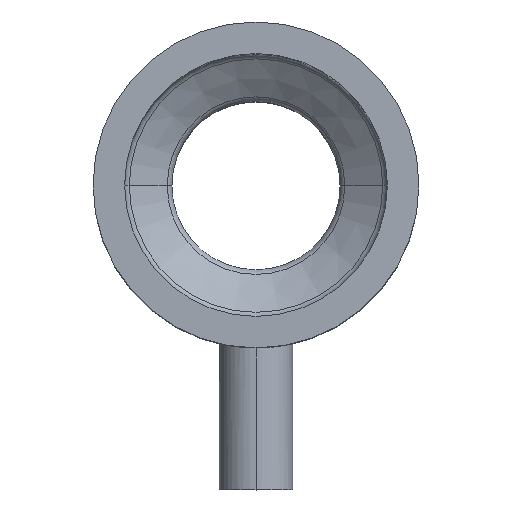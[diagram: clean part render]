
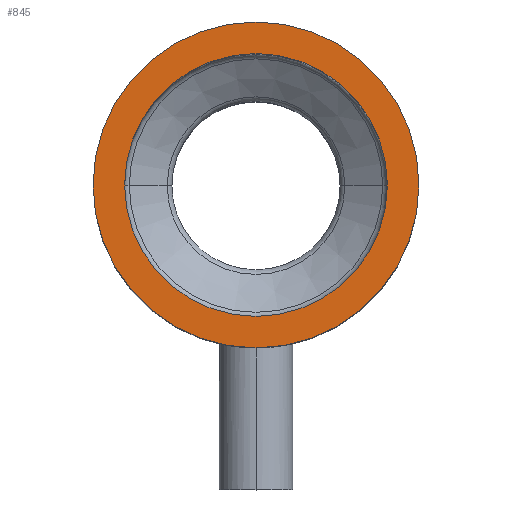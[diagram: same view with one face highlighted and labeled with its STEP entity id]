
A CAD part, top view. The second image highlights one B-rep face of the part: STEP entity #845.
In plain terms, the highlighted planar face has unit normal (0, 0, 1).
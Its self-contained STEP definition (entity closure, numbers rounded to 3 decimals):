
#24 = AXIS2_PLACEMENT_3D ( 'NONE', #491, #846, #799 ) ;
#27 = EDGE_CURVE ( 'NONE', #621, #59, #875, .T. ) ;
#38 = DIRECTION ( 'NONE',  ( 1., 0., 0. ) ) ;
#59 = VERTEX_POINT ( 'NONE', #307 ) ;
#124 = FACE_OUTER_BOUND ( 'NONE', #749, .T. ) ;
#202 = VERTEX_POINT ( 'NONE', #423 ) ;
#307 = CARTESIAN_POINT ( 'NONE',  ( 25., 0., 70. ) ) ;
#309 = CIRCLE ( 'NONE', #652, 25. ) ;
#341 = CARTESIAN_POINT ( 'NONE',  ( 0., 0., 70. ) ) ;
#391 = DIRECTION ( 'NONE',  ( -1., 0., 0. ) ) ;
#423 = CARTESIAN_POINT ( 'NONE',  ( -31., 0., 70. ) ) ;
#443 = CIRCLE ( 'NONE', #24, 31. ) ;
#491 = CARTESIAN_POINT ( 'NONE',  ( 0., 0., 70. ) ) ;
#500 = DIRECTION ( 'NONE',  ( -1., 0., 0. ) ) ;
#509 = FACE_BOUND ( 'NONE', #955, .T. ) ;
#522 = CARTESIAN_POINT ( 'NONE',  ( 0., 0., 70. ) ) ;
#595 = ORIENTED_EDGE ( 'NONE', *, *, #1158, .F. ) ;
#596 = DIRECTION ( 'NONE',  ( 0., 0., -1. ) ) ;
#621 = VERTEX_POINT ( 'NONE', #842 ) ;
#652 = AXIS2_PLACEMENT_3D ( 'NONE', #522, #596, #500 ) ;
#680 = CARTESIAN_POINT ( 'NONE',  ( 0., 0., 70. ) ) ;
#693 = PLANE ( 'NONE',  #1177 ) ;
#749 = EDGE_LOOP ( 'NONE', ( #1237, #595 ) ) ;
#799 = DIRECTION ( 'NONE',  ( -1., 0., 0. ) ) ;
#842 = CARTESIAN_POINT ( 'NONE',  ( -25., 0., 70. ) ) ;
#845 = ADVANCED_FACE ( 'NONE', ( #509, #124 ), #693, .T. ) ;
#846 = DIRECTION ( 'NONE',  ( 0., 0., -1. ) ) ;
#851 = CIRCLE ( 'NONE', #1131, 31. ) ;
#870 = EDGE_CURVE ( 'NONE', #59, #621, #309, .T. ) ;
#875 = CIRCLE ( 'NONE', #1194, 25. ) ;
#905 = ORIENTED_EDGE ( 'NONE', *, *, #870, .T. ) ;
#955 = EDGE_LOOP ( 'NONE', ( #1020, #905 ) ) ;
#995 = DIRECTION ( 'NONE',  ( 0., 0., 1. ) ) ;
#997 = DIRECTION ( 'NONE',  ( 0., 0., -1. ) ) ;
#1003 = EDGE_CURVE ( 'NONE', #202, #1093, #443, .T. ) ;
#1017 = DIRECTION ( 'NONE',  ( -1., 0., 0. ) ) ;
#1020 = ORIENTED_EDGE ( 'NONE', *, *, #27, .T. ) ;
#1091 = CARTESIAN_POINT ( 'NONE',  ( 31., 0., 70. ) ) ;
#1093 = VERTEX_POINT ( 'NONE', #1091 ) ;
#1131 = AXIS2_PLACEMENT_3D ( 'NONE', #341, #997, #1017 ) ;
#1158 = EDGE_CURVE ( 'NONE', #1093, #202, #851, .T. ) ;
#1177 = AXIS2_PLACEMENT_3D ( 'NONE', #1208, #995, #38 ) ;
#1186 = DIRECTION ( 'NONE',  ( 0., 0., -1. ) ) ;
#1194 = AXIS2_PLACEMENT_3D ( 'NONE', #680, #1186, #391 ) ;
#1208 = CARTESIAN_POINT ( 'NONE',  ( -25., 0., 70. ) ) ;
#1237 = ORIENTED_EDGE ( 'NONE', *, *, #1003, .F. ) ;
